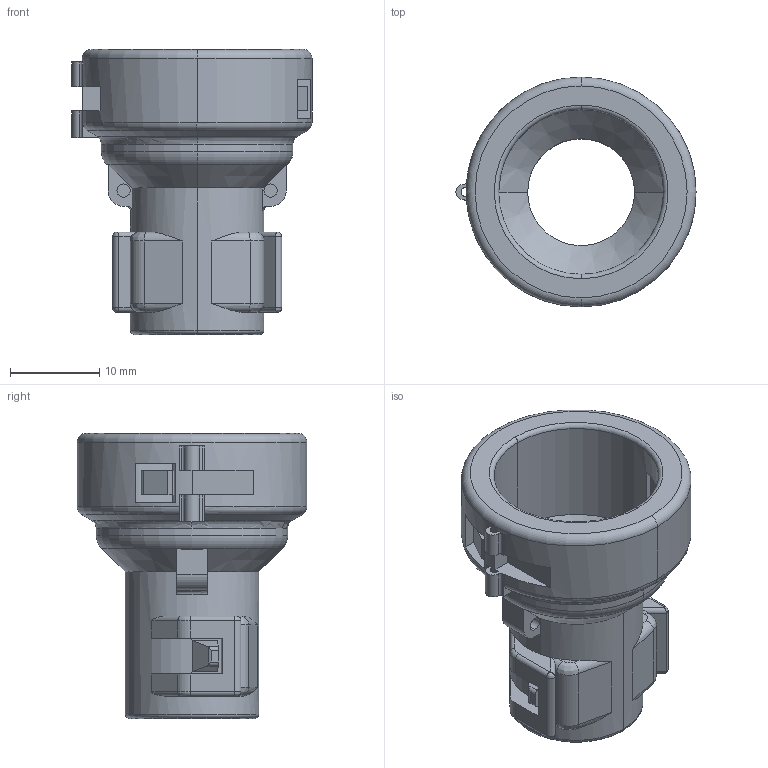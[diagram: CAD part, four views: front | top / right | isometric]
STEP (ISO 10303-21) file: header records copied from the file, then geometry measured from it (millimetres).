
FILE_DESCRIPTION (( 'STEP AP214' ), '1' );
FILE_NAME ('c-965785-1-b-3d_Shaft.STEP', '2021-10-20T07:40:14', ( '' ), ( '' ), 'SwSTEP 2.0', 'SolidWorks 2020', '' );
FILE_SCHEMA (( 'AUTOMOTIVE_DESIGN' ));
Length unit declared in the file: millimetre
Products named in the file (1): c-965785-1-b-3d_Shaft
Bounding box: 26.95 x 25.8 x 32 mm (x, y, z)
Volume: 4133.2 mm3; surface area: 4392.9 mm2
Topology: 1 solids, 1 shells, 198 faces, 523 edges, 334 vertices
Faces by surface type: plane 92, cylinder 68, torus 23, bspline 8, cone 7
Entity records: 6768 total; most frequent: CARTESIAN_POINT 1778, DIRECTION 1050, ORIENTED_EDGE 1046, EDGE_CURVE 523, AXIS2_PLACEMENT_3D 392, VERTEX_POINT 334, LINE 266, VECTOR 266
